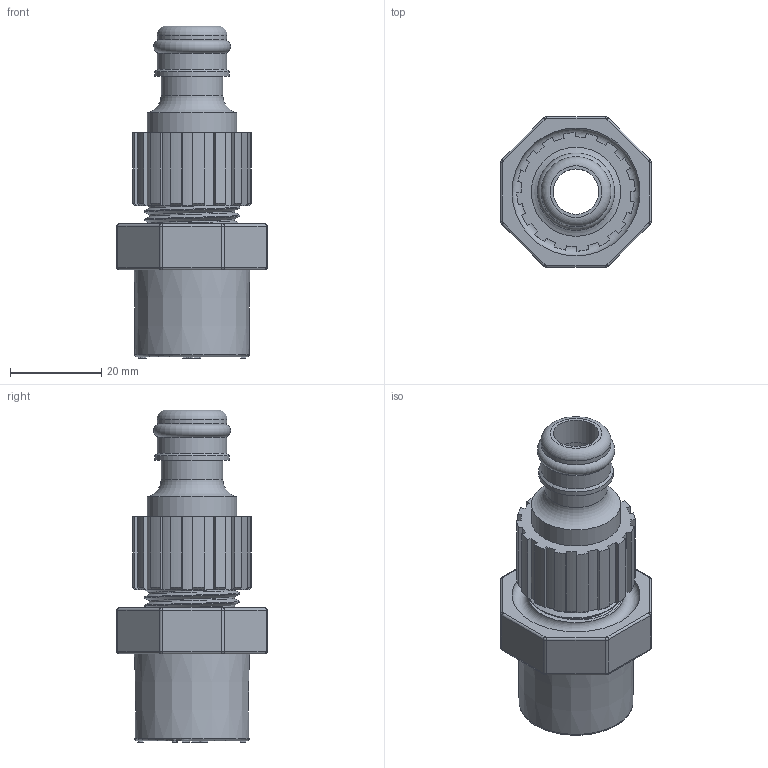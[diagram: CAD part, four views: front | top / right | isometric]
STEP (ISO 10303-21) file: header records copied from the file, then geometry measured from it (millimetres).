
FILE_DESCRIPTION(/* description */ (''),/* implementation_level */ '2;1');
FILE_NAME(/* name */ 'AF0303.020.020.step',/* time_stamp */ '2026-01-20T14:09:29+01:00',/* author */ (''),/* organization */ (''),/* preprocessor_version */ 'ST-DEVELOPER v20.1',/* originating_system */ 'Autodesk Translation Framework v14.21.0.0',/* authorisation */ '');
FILE_SCHEMA (('AUTOMOTIVE_DESIGN { 1 0 10303 214 3 1 1 }'));
Length unit declared in the file: millimetre
Products named in the file (1): 2026-01-20-10-06-05-937
Bounding box: 33 x 33 x 72.6 mm (x, y, z)
Volume: 19546.7 mm3; surface area: 15560.6 mm2
Topology: 7 solids, 7 shells, 906 faces, 2542 edges, 1681 vertices
Faces by surface type: plane 746, cylinder 101, bspline 29, cone 20, torus 10
Full cylindrical faces by diameter (mm): 0.673 x1, 0.898 x1, 9.94 x4, 12.5 x1, 13 x1, 13.5 x1, 15.25 x1, 15.3 x1, 16.25 x1, 18 x2, 18.631 x8, 19.5 x1, 20.955 x13
Entity records: 37098 total; most frequent: CARTESIAN_POINT 13692, ORIENTED_EDGE 5084, DIRECTION 4445, EDGE_CURVE 2542, LINE 2231, VECTOR 2231, VERTEX_POINT 1681, AXIS2_PLACEMENT_3D 1107
